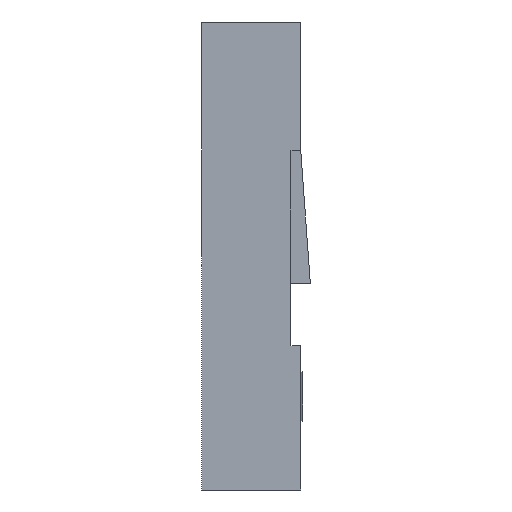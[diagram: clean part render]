
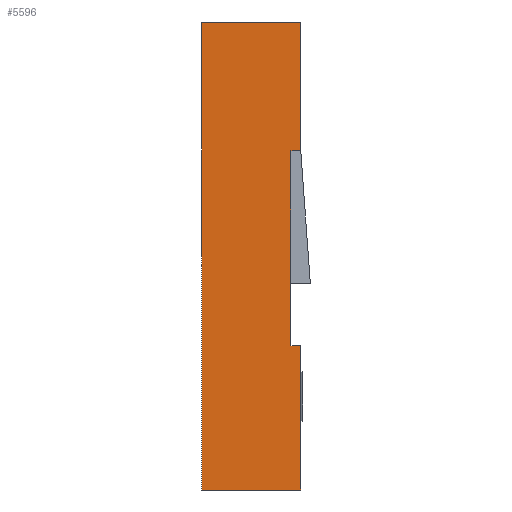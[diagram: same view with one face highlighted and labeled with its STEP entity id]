
A CAD part, left-side view. The second image highlights one B-rep face of the part: STEP entity #5596.
In plain terms, the highlighted planar face has unit normal (-1, 0, 0).
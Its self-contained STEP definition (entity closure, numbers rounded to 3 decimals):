
#161 = ORIENTED_EDGE ( 'NONE', *, *, #16191, .T. ) ;
#524 = VERTEX_POINT ( 'NONE', #5605 ) ;
#842 = VERTEX_POINT ( 'NONE', #17489 ) ;
#927 = CARTESIAN_POINT ( 'NONE',  ( -29.21, 4.588, 3.7 ) ) ;
#1070 = CARTESIAN_POINT ( 'NONE',  ( -29.21, 0., 12. ) ) ;
#1188 = CARTESIAN_POINT ( 'NONE',  ( -29.21, -1.02, 8.7 ) ) ;
#2638 = ORIENTED_EDGE ( 'NONE', *, *, #19737, .F. ) ;
#2768 = EDGE_CURVE ( 'NONE', #19770, #23372, #15901, .T. ) ;
#3386 = EDGE_CURVE ( 'NONE', #524, #23372, #22934, .T. ) ;
#3858 = VECTOR ( 'NONE', #17157, 1000. ) ;
#5596 = ADVANCED_FACE ( 'NONE', ( #19651 ), #34997, .F. ) ;
#5605 = CARTESIAN_POINT ( 'NONE',  ( -29.21, -1.27, 12. ) ) ;
#5874 = VERTEX_POINT ( 'NONE', #6237 ) ;
#6058 = CARTESIAN_POINT ( 'NONE',  ( -29.21, 0., 12. ) ) ;
#6237 = CARTESIAN_POINT ( 'NONE',  ( -29.21, -1.27, 3.7 ) ) ;
#6425 = EDGE_CURVE ( 'NONE', #842, #524, #34650, .T. ) ;
#6642 = VERTEX_POINT ( 'NONE', #28840 ) ;
#7623 = VECTOR ( 'NONE', #7833, 1000. ) ;
#7627 = LINE ( 'NONE', #26156, #3858 ) ;
#7735 = VECTOR ( 'NONE', #31253, 1000. ) ;
#7833 = DIRECTION ( 'NONE',  ( 0., 0., -1. ) ) ;
#7977 = CARTESIAN_POINT ( 'NONE',  ( -29.21, -1.27, 12. ) ) ;
#9107 = DIRECTION ( 'NONE',  ( 0., -1., 0. ) ) ;
#10101 = VECTOR ( 'NONE', #9107, 1000. ) ;
#10152 = VERTEX_POINT ( 'NONE', #30498 ) ;
#10236 = DIRECTION ( 'NONE',  ( 0., 1., 0. ) ) ;
#10754 = CARTESIAN_POINT ( 'NONE',  ( -29.21, -1.02, 8.7 ) ) ;
#13131 = LINE ( 'NONE', #1188, #37638 ) ;
#13955 = CARTESIAN_POINT ( 'NONE',  ( -29.21, -1.27, 8.7 ) ) ;
#14949 = EDGE_CURVE ( 'NONE', #6642, #10152, #39728, .T. ) ;
#15788 = LINE ( 'NONE', #35244, #7623 ) ;
#15901 = LINE ( 'NONE', #28324, #7735 ) ;
#16028 = EDGE_CURVE ( 'NONE', #35598, #5874, #37672, .T. ) ;
#16191 = EDGE_CURVE ( 'NONE', #35598, #19770, #13131, .T. ) ;
#17009 = ORIENTED_EDGE ( 'NONE', *, *, #37815, .T. ) ;
#17157 = DIRECTION ( 'NONE',  ( 0., 0., -1. ) ) ;
#17489 = CARTESIAN_POINT ( 'NONE',  ( -29.21, 1.27, 12. ) ) ;
#18294 = ORIENTED_EDGE ( 'NONE', *, *, #16028, .F. ) ;
#19651 = FACE_OUTER_BOUND ( 'NONE', #33977, .T. ) ;
#19737 = EDGE_CURVE ( 'NONE', #5874, #10152, #15788, .T. ) ;
#19770 = VERTEX_POINT ( 'NONE', #10754 ) ;
#20461 = DIRECTION ( 'NONE',  ( 0., 0., 1. ) ) ;
#20595 = DIRECTION ( 'NONE',  ( 0., 0., -1. ) ) ;
#21507 = VECTOR ( 'NONE', #20595, 1000. ) ;
#22934 = LINE ( 'NONE', #7977, #21507 ) ;
#23372 = VERTEX_POINT ( 'NONE', #13955 ) ;
#24431 = CARTESIAN_POINT ( 'NONE',  ( -29.21, 0., 0. ) ) ;
#24548 = CARTESIAN_POINT ( 'NONE',  ( -29.21, -1.02, 3.7 ) ) ;
#25802 = ORIENTED_EDGE ( 'NONE', *, *, #2768, .T. ) ;
#25967 = DIRECTION ( 'NONE',  ( 1., 0., 0. ) ) ;
#26156 = CARTESIAN_POINT ( 'NONE',  ( -29.21, 1.27, 12. ) ) ;
#26585 = AXIS2_PLACEMENT_3D ( 'NONE', #1070, #25967, #10236 ) ;
#28324 = CARTESIAN_POINT ( 'NONE',  ( -29.21, 4.588, 8.7 ) ) ;
#28840 = CARTESIAN_POINT ( 'NONE',  ( -29.21, 1.27, 0. ) ) ;
#30498 = CARTESIAN_POINT ( 'NONE',  ( -29.21, -1.27, 0. ) ) ;
#31253 = DIRECTION ( 'NONE',  ( 0., -1., 0. ) ) ;
#31805 = ORIENTED_EDGE ( 'NONE', *, *, #14949, .T. ) ;
#33566 = DIRECTION ( 'NONE',  ( 0., -1., 0. ) ) ;
#33977 = EDGE_LOOP ( 'NONE', ( #161, #25802, #37865, #39357, #17009, #31805, #2638, #18294 ) ) ;
#34650 = LINE ( 'NONE', #6058, #10101 ) ;
#34997 = PLANE ( 'NONE',  #26585 ) ;
#35244 = CARTESIAN_POINT ( 'NONE',  ( -29.21, -1.27, 12. ) ) ;
#35598 = VERTEX_POINT ( 'NONE', #24548 ) ;
#37187 = VECTOR ( 'NONE', #37514, 1000. ) ;
#37514 = DIRECTION ( 'NONE',  ( 0., -1., 0. ) ) ;
#37638 = VECTOR ( 'NONE', #20461, 1000. ) ;
#37672 = LINE ( 'NONE', #927, #37187 ) ;
#37805 = VECTOR ( 'NONE', #33566, 1000. ) ;
#37815 = EDGE_CURVE ( 'NONE', #842, #6642, #7627, .T. ) ;
#37865 = ORIENTED_EDGE ( 'NONE', *, *, #3386, .F. ) ;
#39357 = ORIENTED_EDGE ( 'NONE', *, *, #6425, .F. ) ;
#39728 = LINE ( 'NONE', #24431, #37805 ) ;
